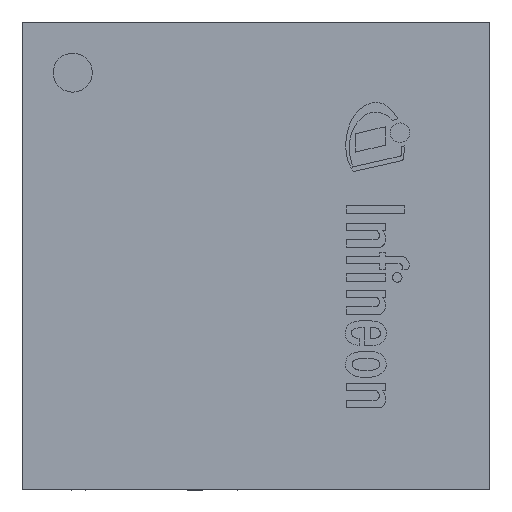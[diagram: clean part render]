
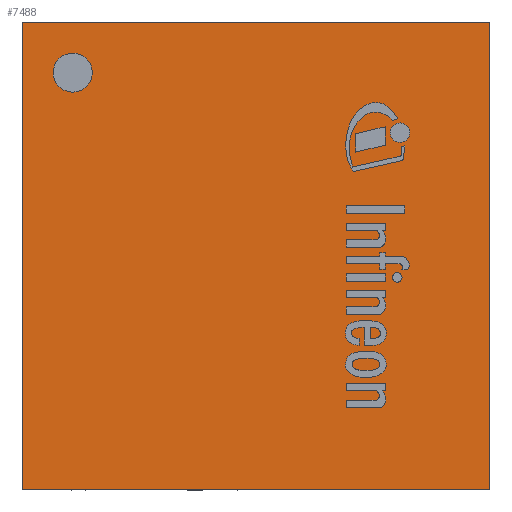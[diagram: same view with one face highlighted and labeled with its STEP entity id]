
A CAD part, top view. The second image highlights one B-rep face of the part: STEP entity #7488.
In plain terms, the highlighted planar face has unit normal (0, 0, 1).
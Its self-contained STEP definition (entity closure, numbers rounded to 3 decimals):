
#158=LINE('',#10779,#1016);
#162=LINE('',#10787,#1020);
#165=LINE('',#10793,#1023);
#168=LINE('',#10798,#1026);
#1016=VECTOR('',#8635,1.);
#1020=VECTOR('',#8641,1.);
#1023=VECTOR('',#8646,1.);
#1026=VECTOR('',#8651,1.);
#1880=PLANE('',#7989);
#2209=FACE_BOUND('',#2681,.T.);
#2224=FACE_OUTER_BOUND('',#2680,.T.);
#2680=EDGE_LOOP('',(#5201,#5202,#5203,#5204));
#2681=EDGE_LOOP('',(#5205));
#3137=CIRCLE('',#7982,0.5);
#3343=VERTEX_POINT('',#10773);
#3344=VERTEX_POINT('',#10777);
#3345=VERTEX_POINT('',#10778);
#3348=VERTEX_POINT('',#10786);
#3350=VERTEX_POINT('',#10792);
#4079=EDGE_CURVE('',#3343,#3343,#3137,.T.);
#4080=EDGE_CURVE('',#3344,#3345,#158,.T.);
#4084=EDGE_CURVE('',#3348,#3344,#162,.T.);
#4087=EDGE_CURVE('',#3350,#3348,#165,.T.);
#4090=EDGE_CURVE('',#3345,#3350,#168,.T.);
#5201=ORIENTED_EDGE('',*,*,#4090,.F.);
#5202=ORIENTED_EDGE('',*,*,#4080,.F.);
#5203=ORIENTED_EDGE('',*,*,#4084,.F.);
#5204=ORIENTED_EDGE('',*,*,#4087,.F.);
#5205=ORIENTED_EDGE('',*,*,#4079,.T.);
#7488=ADVANCED_FACE('',(#2224,#2209),#1880,.T.);
#7982=AXIS2_PLACEMENT_3D('',#10774,#8629,#8630);
#7989=AXIS2_PLACEMENT_3D('',#10801,#8655,#8656);
#8629=DIRECTION('center_axis',(0.,0.,-1.));
#8630=DIRECTION('ref_axis',(0.,1.,0.));
#8635=DIRECTION('',(1.,0.,0.));
#8641=DIRECTION('',(0.,1.,0.));
#8646=DIRECTION('',(-1.,0.,0.));
#8651=DIRECTION('',(0.,-1.,0.));
#8655=DIRECTION('center_axis',(0.,0.,1.));
#8656=DIRECTION('ref_axis',(0.,-1.,0.));
#10773=CARTESIAN_POINT('',(-4.7,4.2,0.95));
#10774=CARTESIAN_POINT('Origin',(-4.7,4.7,0.95));
#10777=CARTESIAN_POINT('',(-5.99,5.99,0.95));
#10778=CARTESIAN_POINT('',(5.99,5.99,0.95));
#10779=CARTESIAN_POINT('',(-5.99,5.99,0.95));
#10786=CARTESIAN_POINT('',(-5.99,-5.99,0.95));
#10787=CARTESIAN_POINT('',(-5.99,-5.99,0.95));
#10792=CARTESIAN_POINT('',(5.99,-5.99,0.95));
#10793=CARTESIAN_POINT('',(5.99,-5.99,0.95));
#10798=CARTESIAN_POINT('',(5.99,5.99,0.95));
#10801=CARTESIAN_POINT('Origin',(0.,0.,
0.95));
